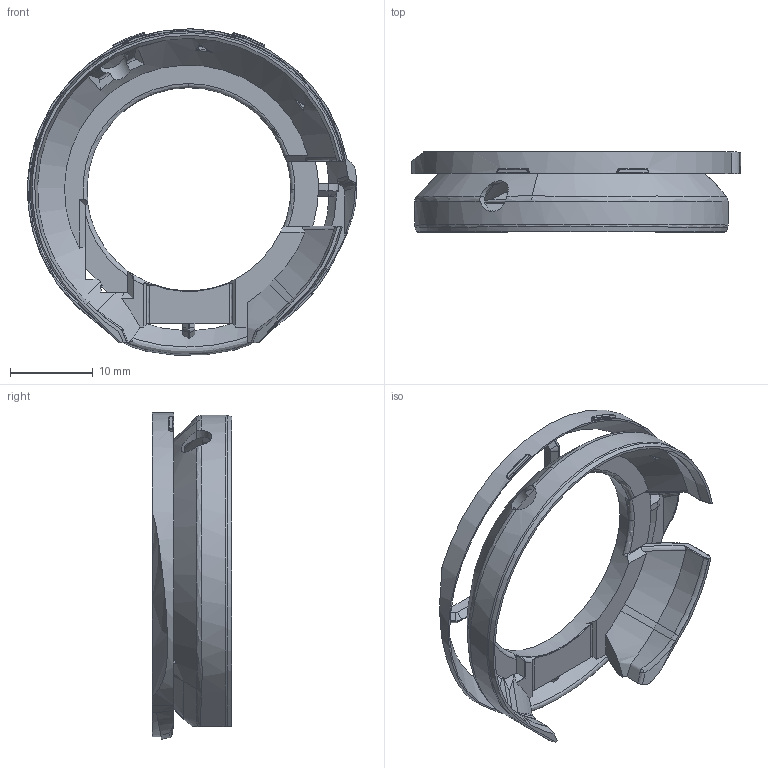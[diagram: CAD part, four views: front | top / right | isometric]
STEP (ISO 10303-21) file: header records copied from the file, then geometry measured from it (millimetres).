
FILE_DESCRIPTION (( 'STEP AP214' ), '1' );
FILE_NAME ('knomi2 风道固定座确保拆除前壳后的风扇厚度小于15mm.STEP', '2024-03-17T07:12:51', ( '' ), ( '' ), 'SwSTEP 2.0', 'SolidWorks 2024', '' );
FILE_SCHEMA (( 'AUTOMOTIVE_DESIGN' ));
Length unit declared in the file: millimetre
Products named in the file (1): knomi2 风道固定座确保拆除前壳后的风扇厚度小于15mm
Bounding box: 39.67 x 9.63 x 39.35 mm (x, y, z)
Volume: 1667.1 mm3; surface area: 3510 mm2
Topology: 1 solids, 1 shells, 281 faces, 814 edges, 522 vertices
Faces by surface type: bspline 95, plane 82, cylinder 41, torus 34, cone 21, sphere 8
Entity records: 21725 total; most frequent: CARTESIAN_POINT 15624, ORIENTED_EDGE 1594, DIRECTION 835, EDGE_CURVE 797, VERTEX_POINT 514, B_SPLINE_CURVE_WITH_KNOTS 449, AXIS2_PLACEMENT_3D 334, EDGE_LOOP 289
